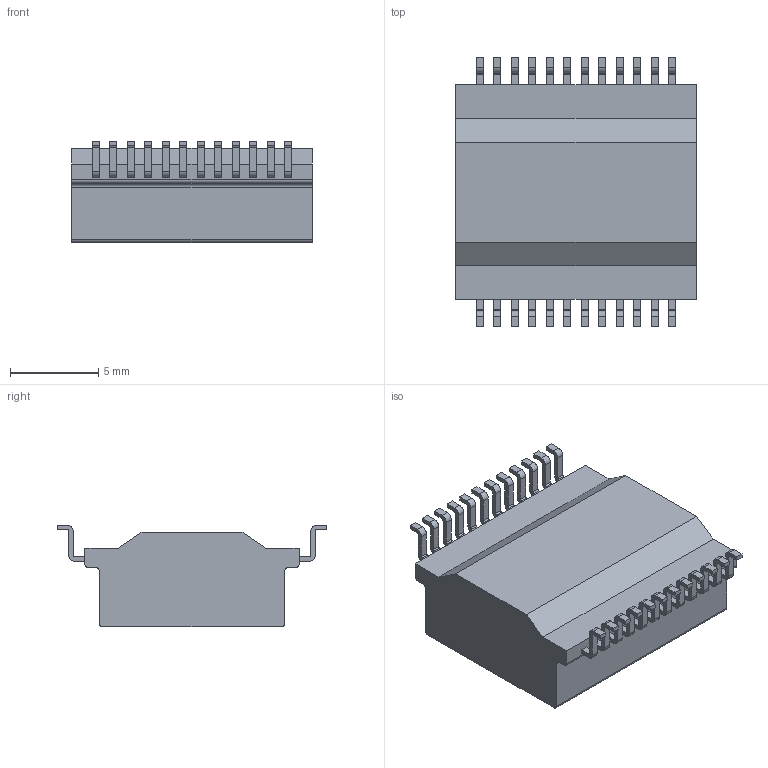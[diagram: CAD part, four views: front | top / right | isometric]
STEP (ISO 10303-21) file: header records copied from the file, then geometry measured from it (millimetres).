
FILE_DESCRIPTION (( 'STEP AP214' ), '1' );
FILE_NAME ('TM724103NL.STEP', '2023-09-21T03:03:21', ( '' ), ( '' ), 'SwSTEP 2.0', 'SolidWorks 2022', '' );
FILE_SCHEMA (( 'AUTOMOTIVE_DESIGN' ));
Length unit declared in the file: millimetre
Products named in the file (1): TM724103NL
Bounding box: 13.6 x 15.24 x 5.72 mm (x, y, z)
Volume: 750.7 mm3; surface area: 659.3 mm2
Topology: 1 solids, 1 shells, 369 faces, 1200 edges, 892 vertices
Faces by surface type: plane 265, cylinder 104
Entity records: 14127 total; most frequent: CARTESIAN_POINT 3637, ORIENTED_EDGE 2400, DIRECTION 1872, EDGE_CURVE 1200, VERTEX_POINT 892, LINE 716, VECTOR 716, AXIS2_PLACEMENT_3D 578
